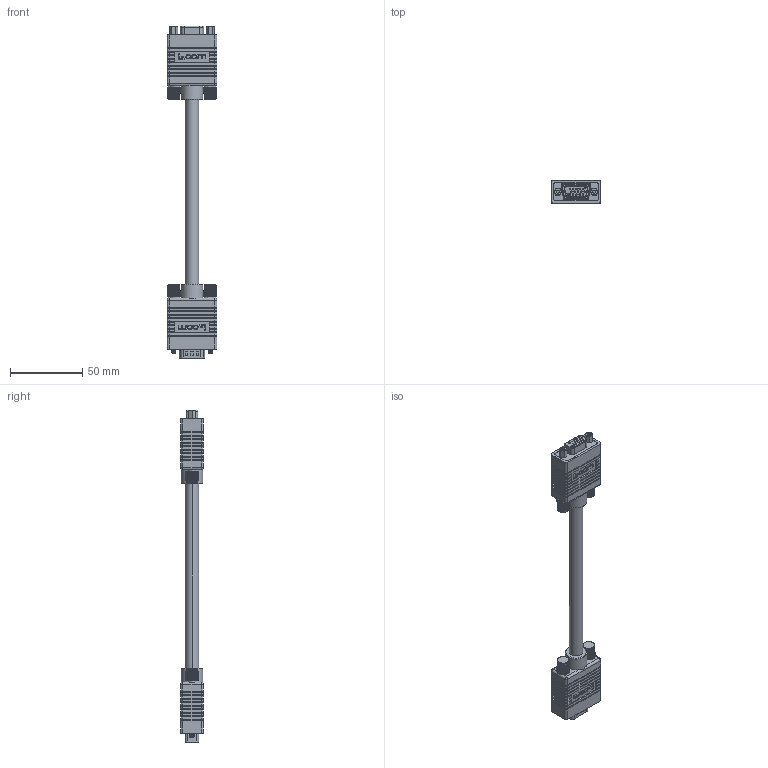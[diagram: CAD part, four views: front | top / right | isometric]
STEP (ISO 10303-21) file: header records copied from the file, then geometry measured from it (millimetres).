
FILE_DESCRIPTION (( 'STEP AP203' ), '1' );
FILE_NAME ('CTL3VGAMF.STEP', '2013-02-14T16:02:21', ( 'x' ), ( '' ), 'SwSTEP 2.0', 'SolidWorks 2012', '' );
FILE_SCHEMA (( 'CONFIG_CONTROL_DESIGN' ));
Products named in the file (12): CTL3VGAMF; 3AB01-117_female version; 1AC04-004; SDH-PROD_through hole; 3AB01-117; 1AV02-007_SINGLE CONTACT; 1AC04-003; 1AY03-027___; MTN-382___; 1AJ06-029_CRMN9 Screw; MTN-209_New Logo; 1AL05-013
Assembly tree (32 placements, depth 3):
  CTL3VGAMF
    1AL05-013
    3AB01-117
      MTN-209_New Logo
      1AJ06-029_CRMN9 Screw  x2
      MTN-382___
      1AY03-027___
      1AC04-003
      1AV02-007_SINGLE CONTACT  x15
    3AB01-117_female version
      MTN-209_New Logo
      1AJ06-029_CRMN9 Screw  x2
      SDH-PROD_through hole  x2
      MTN-382___
      1AY03-027___
      1AC04-004
Bounding box: 34.47 x 15.67 x 229.11 mm (x, y, z)
Volume: 59421.2 mm3; surface area: 36495 mm2
Topology: 34 solids, 34 shells, 2938 faces, 7848 edges, 5056 vertices
Faces by surface type: plane 1439, cylinder 806, bspline 484, torus 108, cone 69, sphere 32
Entity records: 61805 total; most frequent: CARTESIAN_POINT 27167, ORIENTED_EDGE 7220, DIRECTION 6198, EDGE_CURVE 3610, VERTEX_POINT 2342, AXIS2_PLACEMENT_3D 2100, LINE 1998, VECTOR 1998
